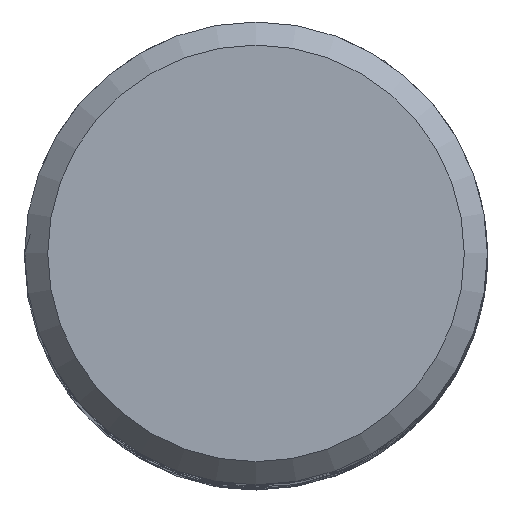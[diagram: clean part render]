
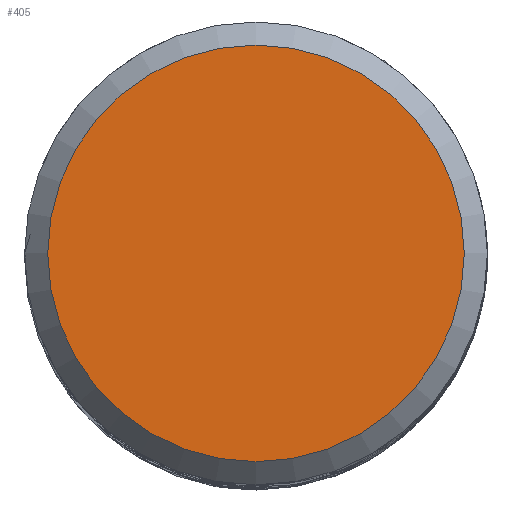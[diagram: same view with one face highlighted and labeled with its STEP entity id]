
A CAD part, top view. The second image highlights one B-rep face of the part: STEP entity #405.
In plain terms, the highlighted planar face has unit normal (0, 0, 1).
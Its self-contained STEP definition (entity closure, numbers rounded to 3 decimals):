
#365 = VERTEX_POINT('', #366);
#366 = CARTESIAN_POINT('', (-2.7, 0., 0.));
#372 = EDGE_CURVE('', #365, #365, #373, .T.);
#373 = CIRCLE('', #374, 2.7);
#374 = AXIS2_PLACEMENT_3D('', #375, #376, #377);
#375 = CARTESIAN_POINT('', (0., 0., 0.));
#376 = DIRECTION('', (0., 0., -1.));
#377 = DIRECTION('', (-1., 0., 0.));
#405 = ADVANCED_FACE('', (#406), #409, .T.);
#406 = FACE_OUTER_BOUND('', #407, .T.);
#407 = EDGE_LOOP('', (#408));
#408 = ORIENTED_EDGE('', *, *, #372, .F.);
#409 = PLANE('', #410);
#410 = AXIS2_PLACEMENT_3D('', #411, #412, #413);
#411 = CARTESIAN_POINT('', (4.2, -4.2, 0.));
#412 = DIRECTION('', (0., 0., 1.));
#413 = DIRECTION('', (0., 1., 0.));
